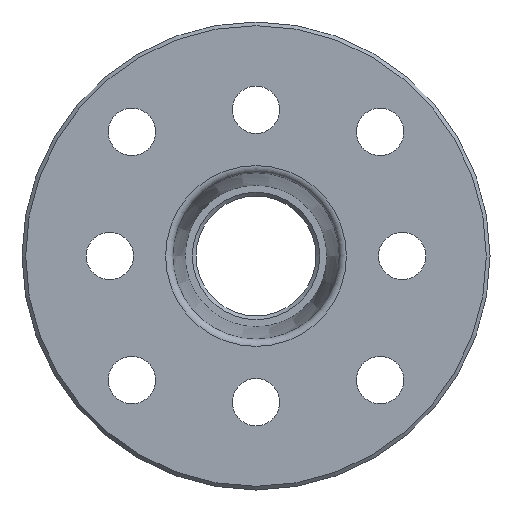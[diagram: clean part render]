
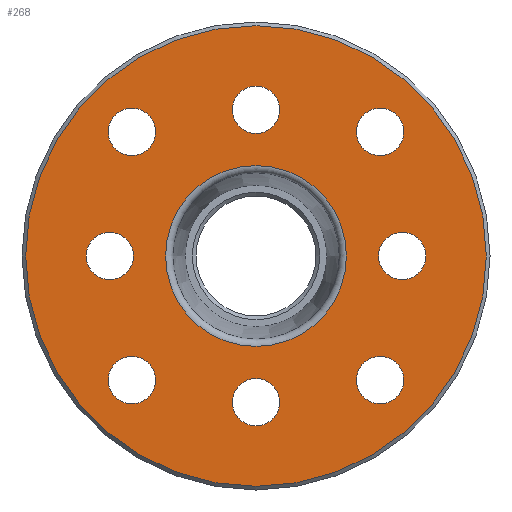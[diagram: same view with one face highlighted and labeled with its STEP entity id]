
A CAD part, left-side view. The second image highlights one B-rep face of the part: STEP entity #268.
In plain terms, the highlighted planar face has unit normal (-1, 0, 0).
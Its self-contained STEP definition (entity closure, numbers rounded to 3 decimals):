
#26=PLANE('',#290);
#30=FACE_BOUND('',#84,.T.);
#31=FACE_BOUND('',#85,.T.);
#32=FACE_BOUND('',#86,.T.);
#33=FACE_BOUND('',#87,.T.);
#34=FACE_BOUND('',#88,.T.);
#35=FACE_BOUND('',#89,.T.);
#36=FACE_BOUND('',#90,.T.);
#37=FACE_BOUND('',#91,.T.);
#38=FACE_BOUND('',#92,.T.);
#64=FACE_OUTER_BOUND('',#83,.T.);
#83=EDGE_LOOP('',(#213));
#84=EDGE_LOOP('',(#214));
#85=EDGE_LOOP('',(#215));
#86=EDGE_LOOP('',(#216));
#87=EDGE_LOOP('',(#217));
#88=EDGE_LOOP('',(#218));
#89=EDGE_LOOP('',(#219));
#90=EDGE_LOOP('',(#220));
#91=EDGE_LOOP('',(#221));
#92=EDGE_LOOP('',(#222));
#133=CIRCLE('',#288,15.75);
#135=CIRCLE('',#291,6.184);
#136=CIRCLE('',#292,1.621);
#137=CIRCLE('',#293,1.621);
#138=CIRCLE('',#294,1.621);
#139=CIRCLE('',#295,1.621);
#140=CIRCLE('',#296,1.621);
#141=CIRCLE('',#297,1.621);
#142=CIRCLE('',#298,1.621);
#143=CIRCLE('',#299,1.621);
#159=VERTEX_POINT('',#423);
#161=VERTEX_POINT('',#428);
#162=VERTEX_POINT('',#430);
#163=VERTEX_POINT('',#432);
#164=VERTEX_POINT('',#434);
#165=VERTEX_POINT('',#436);
#166=VERTEX_POINT('',#438);
#167=VERTEX_POINT('',#440);
#168=VERTEX_POINT('',#442);
#169=VERTEX_POINT('',#444);
#185=EDGE_CURVE('',#159,#159,#133,.T.);
#187=EDGE_CURVE('',#161,#161,#135,.T.);
#188=EDGE_CURVE('',#162,#162,#136,.T.);
#189=EDGE_CURVE('',#163,#163,#137,.T.);
#190=EDGE_CURVE('',#164,#164,#138,.T.);
#191=EDGE_CURVE('',#165,#165,#139,.T.);
#192=EDGE_CURVE('',#166,#166,#140,.T.);
#193=EDGE_CURVE('',#167,#167,#141,.T.);
#194=EDGE_CURVE('',#168,#168,#142,.T.);
#195=EDGE_CURVE('',#169,#169,#143,.T.);
#213=ORIENTED_EDGE('',*,*,#185,.F.);
#214=ORIENTED_EDGE('',*,*,#187,.F.);
#215=ORIENTED_EDGE('',*,*,#188,.T.);
#216=ORIENTED_EDGE('',*,*,#189,.T.);
#217=ORIENTED_EDGE('',*,*,#190,.T.);
#218=ORIENTED_EDGE('',*,*,#191,.T.);
#219=ORIENTED_EDGE('',*,*,#192,.T.);
#220=ORIENTED_EDGE('',*,*,#193,.T.);
#221=ORIENTED_EDGE('',*,*,#194,.T.);
#222=ORIENTED_EDGE('',*,*,#195,.T.);
#268=ADVANCED_FACE('',(#64,#30,#31,#32,#33,#34,#35,#36,#37,#38),#26,.T.);
#288=AXIS2_PLACEMENT_3D('',#424,#335,#336);
#290=AXIS2_PLACEMENT_3D('',#427,#339,#340);
#291=AXIS2_PLACEMENT_3D('',#429,#341,#342);
#292=AXIS2_PLACEMENT_3D('',#431,#343,#344);
#293=AXIS2_PLACEMENT_3D('',#433,#345,#346);
#294=AXIS2_PLACEMENT_3D('',#435,#347,#348);
#295=AXIS2_PLACEMENT_3D('',#437,#349,#350);
#296=AXIS2_PLACEMENT_3D('',#439,#351,#352);
#297=AXIS2_PLACEMENT_3D('',#441,#353,#354);
#298=AXIS2_PLACEMENT_3D('',#443,#355,#356);
#299=AXIS2_PLACEMENT_3D('',#445,#357,#358);
#335=DIRECTION('center_axis',(1.,0.,0.));
#336=DIRECTION('ref_axis',(0.,-1.,0.));
#339=DIRECTION('center_axis',(-1.,0.,0.));
#340=DIRECTION('ref_axis',(0.,0.,1.));
#341=DIRECTION('center_axis',(-1.,0.,0.));
#342=DIRECTION('ref_axis',(0.,-1.,0.));
#343=DIRECTION('center_axis',(1.,0.,0.));
#344=DIRECTION('ref_axis',(0.,1.,0.));
#345=DIRECTION('center_axis',(1.,0.,0.));
#346=DIRECTION('ref_axis',(0.,0.,-1.));
#347=DIRECTION('center_axis',(1.,0.,0.));
#348=DIRECTION('ref_axis',(0.,-1.,0.));
#349=DIRECTION('center_axis',(1.,0.,0.));
#350=DIRECTION('ref_axis',(0.,0.,1.));
#351=DIRECTION('center_axis',(1.,0.,0.));
#352=DIRECTION('ref_axis',(0.,1.,0.));
#353=DIRECTION('center_axis',(1.,0.,0.));
#354=DIRECTION('ref_axis',(0.,0.,-1.));
#355=DIRECTION('center_axis',(1.,0.,0.));
#356=DIRECTION('ref_axis',(0.,-1.,0.));
#357=DIRECTION('center_axis',(1.,0.,0.));
#358=DIRECTION('ref_axis',(0.,0.,1.));
#423=CARTESIAN_POINT('',(-10.,15.75,0.));
#424=CARTESIAN_POINT('Origin',(-10.,0.,0.));
#427=CARTESIAN_POINT('Origin',(-10.,16.,0.));
#428=CARTESIAN_POINT('',(-10.,6.184,0.));
#429=CARTESIAN_POINT('Origin',(-10.,0.,0.));
#430=CARTESIAN_POINT('',(-10.,11.621,0.));
#431=CARTESIAN_POINT('Origin',(-10.,10.,0.));
#432=CARTESIAN_POINT('',(-10.,0.,-11.621));
#433=CARTESIAN_POINT('Origin',(-10.,0.,-10.));
#434=CARTESIAN_POINT('',(-10.,-11.621,0.));
#435=CARTESIAN_POINT('Origin',(-10.,-10.,0.));
#436=CARTESIAN_POINT('',(-10.,0.,11.621));
#437=CARTESIAN_POINT('Origin',(-10.,0.,10.));
#438=CARTESIAN_POINT('',(-10.,10.106,-8.485));
#439=CARTESIAN_POINT('Origin',(-10.,8.485,-8.485));
#440=CARTESIAN_POINT('',(-10.,-8.485,-10.106));
#441=CARTESIAN_POINT('Origin',(-10.,-8.485,-8.485));
#442=CARTESIAN_POINT('',(-10.,-10.106,8.485));
#443=CARTESIAN_POINT('Origin',(-10.,-8.485,8.485));
#444=CARTESIAN_POINT('',(-10.,8.485,10.106));
#445=CARTESIAN_POINT('Origin',(-10.,8.485,8.485));
